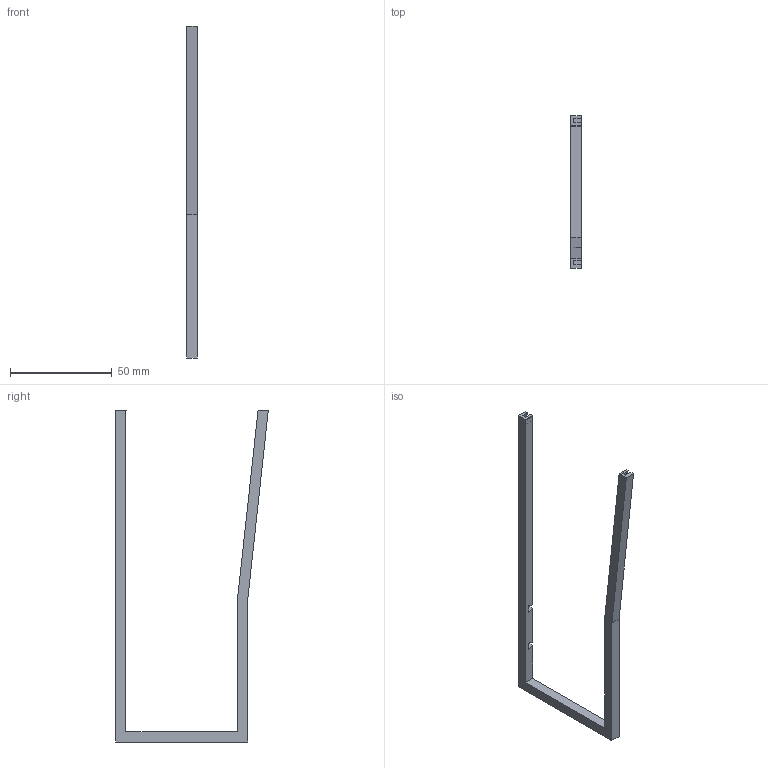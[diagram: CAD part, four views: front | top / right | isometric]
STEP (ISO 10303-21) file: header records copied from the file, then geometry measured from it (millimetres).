
FILE_DESCRIPTION(/* description */ (''),/* implementation_level */ '2;1');
FILE_NAME(/* name */ 'e1cd90ec-8c73-420b-ad7c-864f5d91cfbb.stp',/* time_stamp */ '2019-01-08T13:25:20+00:00',/* author */ (''),/* organization */ (''),/* preprocessor_version */ 'ST-DEVELOPER v17.2',/* originating_system */ 'Autodesk Translation Framework v7.6.0.251',/* authorisation */ '');
FILE_SCHEMA (('AUTOMOTIVE_DESIGN { 1 0 10303 214 3 1 1 }'));
Length unit declared in the file: millimetre
Products named in the file (1): body right side back
Bounding box: 5 x 75.01 x 163.23 mm (x, y, z)
Volume: 9234.1 mm3; surface area: 7981.1 mm2
Topology: 1 solids, 1 shells, 77 faces, 225 edges, 150 vertices
Faces by surface type: plane 76, cylinder 1
Entity records: 2534 total; most frequent: CARTESIAN_POINT 453, ORIENTED_EDGE 450, DIRECTION 383, EDGE_CURVE 225, LINE 223, VECTOR 223, VERTEX_POINT 150, AXIS2_PLACEMENT_3D 80
